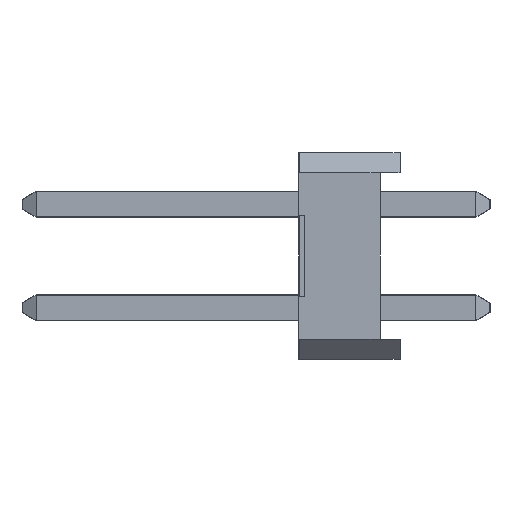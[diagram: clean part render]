
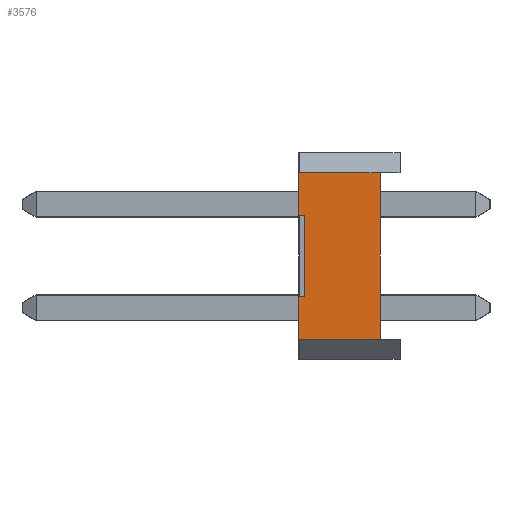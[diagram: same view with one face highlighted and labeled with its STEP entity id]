
A CAD part, left-side view. The second image highlights one B-rep face of the part: STEP entity #3576.
In plain terms, the highlighted planar face has unit normal (-1, 0, 0).
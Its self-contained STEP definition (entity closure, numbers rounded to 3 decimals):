
#53 = DIRECTION ( 'NONE',  ( 0., 0., 1. ) ) ;
#58 = ORIENTED_EDGE ( 'NONE', *, *, #1660, .T. ) ;
#174 = CARTESIAN_POINT ( 'NONE',  ( -1.27, 2.49, -1.01 ) ) ;
#180 = ORIENTED_EDGE ( 'NONE', *, *, #3015, .F. ) ;
#181 = VERTEX_POINT ( 'NONE', #992 ) ;
#187 = ORIENTED_EDGE ( 'NONE', *, *, #2253, .T. ) ;
#226 = EDGE_CURVE ( 'NONE', #866, #181, #607, .T. ) ;
#245 = VECTOR ( 'NONE', #3054, 1000. ) ;
#262 = ORIENTED_EDGE ( 'NONE', *, *, #766, .T. ) ;
#268 = CARTESIAN_POINT ( 'NONE',  ( -1.27, 2.5, 2.03 ) ) ;
#297 = CARTESIAN_POINT ( 'NONE',  ( -1.27, -4.081, 2.04 ) ) ;
#328 = CARTESIAN_POINT ( 'NONE',  ( -1.27, -4.081, -2.04 ) ) ;
#571 = EDGE_CURVE ( 'NONE', #1998, #3034, #1004, .T. ) ;
#607 = LINE ( 'NONE', #1410, #3844 ) ;
#766 = EDGE_CURVE ( 'NONE', #1351, #2951, #4096, .T. ) ;
#826 = VECTOR ( 'NONE', #3600, 1000. ) ;
#866 = VERTEX_POINT ( 'NONE', #1148 ) ;
#904 = VECTOR ( 'NONE', #1714, 1000. ) ;
#929 = CARTESIAN_POINT ( 'NONE',  ( -1.27, 2.49, -2.03 ) ) ;
#976 = DIRECTION ( 'NONE',  ( 0., 1., 0. ) ) ;
#992 = CARTESIAN_POINT ( 'NONE',  ( -1.27, 2.49, 1. ) ) ;
#1004 = LINE ( 'NONE', #1650, #826 ) ;
#1010 = DIRECTION ( 'NONE',  ( -1., 0., 0. ) ) ;
#1012 = FACE_OUTER_BOUND ( 'NONE', #2045, .T. ) ;
#1023 = VECTOR ( 'NONE', #4044, 1000. ) ;
#1056 = PLANE ( 'NONE',  #3599 ) ;
#1092 = AXIS2_PLACEMENT_3D ( 'NONE', #174, #1796, #2822 ) ;
#1109 = ORIENTED_EDGE ( 'NONE', *, *, #2424, .T. ) ;
#1118 = CARTESIAN_POINT ( 'NONE',  ( -1.27, 2.5, 1.01 ) ) ;
#1148 = CARTESIAN_POINT ( 'NONE',  ( -1.27, 2.35, 1. ) ) ;
#1174 = AXIS2_PLACEMENT_3D ( 'NONE', #2303, #3626, #2639 ) ;
#1279 = CARTESIAN_POINT ( 'NONE',  ( -1.27, 2.49, 2.04 ) ) ;
#1351 = VERTEX_POINT ( 'NONE', #1798 ) ;
#1376 = AXIS2_PLACEMENT_3D ( 'NONE', #929, #1010, #3063 ) ;
#1387 = CIRCLE ( 'NONE', #2622, 0.01 ) ;
#1410 = CARTESIAN_POINT ( 'NONE',  ( -1.27, 2.35, 1. ) ) ;
#1433 = CARTESIAN_POINT ( 'NONE',  ( -1.27, 2.49, -1. ) ) ;
#1486 = LINE ( 'NONE', #2719, #2750 ) ;
#1518 = ORIENTED_EDGE ( 'NONE', *, *, #571, .T. ) ;
#1650 = CARTESIAN_POINT ( 'NONE',  ( -1.27, 2.35, -1. ) ) ;
#1660 = EDGE_CURVE ( 'NONE', #3892, #3775, #2760, .T. ) ;
#1680 = ORIENTED_EDGE ( 'NONE', *, *, #3499, .T. ) ;
#1714 = DIRECTION ( 'NONE',  ( 0., 0., 1. ) ) ;
#1715 = CARTESIAN_POINT ( 'NONE',  ( -1.27, 2.5, 2.04 ) ) ;
#1738 = VECTOR ( 'NONE', #4141, 1000. ) ;
#1780 = VERTEX_POINT ( 'NONE', #3097 ) ;
#1796 = DIRECTION ( 'NONE',  ( -1., 0., 0. ) ) ;
#1798 = CARTESIAN_POINT ( 'NONE',  ( -1.27, 0.5, -2.04 ) ) ;
#1855 = CIRCLE ( 'NONE', #1092, 0.01 ) ;
#1897 = ORIENTED_EDGE ( 'NONE', *, *, #3975, .F. ) ;
#1998 = VERTEX_POINT ( 'NONE', #3539 ) ;
#2045 = EDGE_LOOP ( 'NONE', ( #2743, #58, #2616, #1680, #3472, #1897, #1518, #187, #180, #1109, #3250, #262 ) ) ;
#2060 = LINE ( 'NONE', #1715, #1023 ) ;
#2226 = VERTEX_POINT ( 'NONE', #1118 ) ;
#2253 = EDGE_CURVE ( 'NONE', #3034, #1780, #1855, .T. ) ;
#2303 = CARTESIAN_POINT ( 'NONE',  ( -1.27, 2.49, 2.03 ) ) ;
#2424 = EDGE_CURVE ( 'NONE', #2942, #3781, #3383, .T. ) ;
#2443 = DIRECTION ( 'NONE',  ( 0., 0., 1. ) ) ;
#2611 = CARTESIAN_POINT ( 'NONE',  ( -1.27, 2.49, -2.04 ) ) ;
#2616 = ORIENTED_EDGE ( 'NONE', *, *, #2956, .F. ) ;
#2622 = AXIS2_PLACEMENT_3D ( 'NONE', #2765, #4089, #2443 ) ;
#2639 = DIRECTION ( 'NONE',  ( 0., 0., 1. ) ) ;
#2643 = CARTESIAN_POINT ( 'NONE',  ( -1.27, -4.081, 2.04 ) ) ;
#2719 = CARTESIAN_POINT ( 'NONE',  ( -1.27, 2.35, -1. ) ) ;
#2743 = ORIENTED_EDGE ( 'NONE', *, *, #4031, .T. ) ;
#2746 = LINE ( 'NONE', #3387, #245 ) ;
#2750 = VECTOR ( 'NONE', #53, 1000. ) ;
#2760 = CIRCLE ( 'NONE', #1174, 0.01 ) ;
#2765 = CARTESIAN_POINT ( 'NONE',  ( -1.27, 2.49, 1.01 ) ) ;
#2822 = DIRECTION ( 'NONE',  ( 0., 0., 1. ) ) ;
#2942 = VERTEX_POINT ( 'NONE', #3425 ) ;
#2951 = VERTEX_POINT ( 'NONE', #3367 ) ;
#2956 = EDGE_CURVE ( 'NONE', #2226, #3775, #2746, .T. ) ;
#2994 = DIRECTION ( 'NONE',  ( 0., 0., 1. ) ) ;
#3015 = EDGE_CURVE ( 'NONE', #2942, #1780, #2060, .T. ) ;
#3034 = VERTEX_POINT ( 'NONE', #1433 ) ;
#3054 = DIRECTION ( 'NONE',  ( 0., 0., 1. ) ) ;
#3063 = DIRECTION ( 'NONE',  ( 0., 0., 1. ) ) ;
#3097 = CARTESIAN_POINT ( 'NONE',  ( -1.27, 2.5, -1.01 ) ) ;
#3114 = CARTESIAN_POINT ( 'NONE',  ( -1.27, 0.5, 2.04 ) ) ;
#3250 = ORIENTED_EDGE ( 'NONE', *, *, #3857, .F. ) ;
#3264 = LINE ( 'NONE', #297, #1738 ) ;
#3296 = LINE ( 'NONE', #328, #3725 ) ;
#3367 = CARTESIAN_POINT ( 'NONE',  ( -1.27, 0.5, 2.04 ) ) ;
#3383 = CIRCLE ( 'NONE', #1376, 0.01 ) ;
#3387 = CARTESIAN_POINT ( 'NONE',  ( -1.27, 2.5, 2.04 ) ) ;
#3425 = CARTESIAN_POINT ( 'NONE',  ( -1.27, 2.5, -2.03 ) ) ;
#3472 = ORIENTED_EDGE ( 'NONE', *, *, #226, .F. ) ;
#3499 = EDGE_CURVE ( 'NONE', #2226, #181, #1387, .T. ) ;
#3539 = CARTESIAN_POINT ( 'NONE',  ( -1.27, 2.35, -1. ) ) ;
#3576 = ADVANCED_FACE ( 'NONE', ( #1012 ), #1056, .T. ) ;
#3599 = AXIS2_PLACEMENT_3D ( 'NONE', #2643, #3957, #2994 ) ;
#3600 = DIRECTION ( 'NONE',  ( 0., 1., 0. ) ) ;
#3626 = DIRECTION ( 'NONE',  ( -1., 0., 0. ) ) ;
#3725 = VECTOR ( 'NONE', #976, 1000. ) ;
#3775 = VERTEX_POINT ( 'NONE', #268 ) ;
#3781 = VERTEX_POINT ( 'NONE', #2611 ) ;
#3844 = VECTOR ( 'NONE', #4189, 1000. ) ;
#3857 = EDGE_CURVE ( 'NONE', #1351, #3781, #3296, .T. ) ;
#3892 = VERTEX_POINT ( 'NONE', #1279 ) ;
#3957 = DIRECTION ( 'NONE',  ( -1., 0., 0. ) ) ;
#3975 = EDGE_CURVE ( 'NONE', #1998, #866, #1486, .T. ) ;
#4031 = EDGE_CURVE ( 'NONE', #2951, #3892, #3264, .T. ) ;
#4044 = DIRECTION ( 'NONE',  ( 0., 0., 1. ) ) ;
#4089 = DIRECTION ( 'NONE',  ( -1., 0., 0. ) ) ;
#4096 = LINE ( 'NONE', #3114, #904 ) ;
#4141 = DIRECTION ( 'NONE',  ( 0., 1., 0. ) ) ;
#4189 = DIRECTION ( 'NONE',  ( 0., 1., 0. ) ) ;
